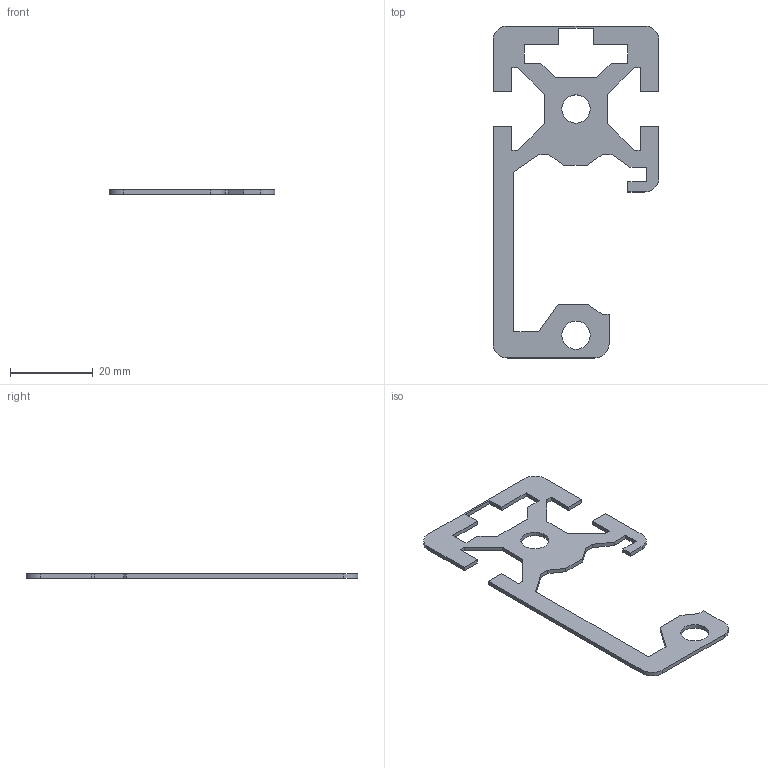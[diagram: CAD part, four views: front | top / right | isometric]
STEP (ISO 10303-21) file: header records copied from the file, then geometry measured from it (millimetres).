
FILE_DESCRIPTION((''),'2;1');
FILE_NAME('SP102_extern.ipt.step','2007-09-10T15:08:35',(''),(''),'Autodesk Inventor 11','Autodesk Inventor 11','');
FILE_SCHEMA(('AUTOMOTIVE_DESIGN { 1 0 10303 214 1 1 1 1 }'));
Length unit declared in the file: millimetre
Products named in the file (1): SP102_extern
Bounding box: 40 x 80 x 1 mm (x, y, z)
Volume: 1229.6 mm3; surface area: 2963.9 mm2
Topology: 1 solids, 1 shells, 64 faces, 188 edges, 126 vertices
Faces by surface type: plane 57, cylinder 5, bspline 2
Entity records: 2135 total; most frequent: CARTESIAN_POINT 407, ORIENTED_EDGE 368, DIRECTION 324, EDGE_CURVE 184, VECTOR 170, LINE 170, VERTEX_POINT 124, AXIS2_PLACEMENT_3D 77
